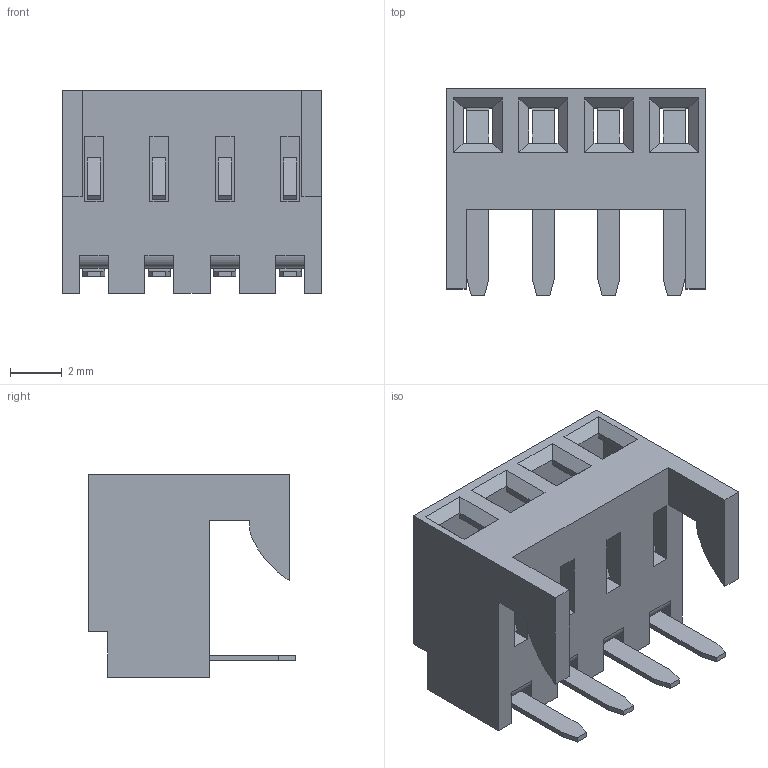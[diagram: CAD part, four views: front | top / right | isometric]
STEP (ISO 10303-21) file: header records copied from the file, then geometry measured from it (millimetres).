
FILE_DESCRIPTION((''),'2;1');
FILE_NAME('022162041','2014-10-13T',('me'),(''),'PRO/ENGINEER BY PARAMETRIC TECHNOLOGY CORPORATION, 2011490','PRO/ENGINEER BY PARAMETRIC TECHNOLOGY CORPORATION, 2011490','');
FILE_SCHEMA(('CONFIG_CONTROL_DESIGN'));
Length unit declared in the file: inch
Products named in the file (1): 022162041
Bounding box: 10.06 x 8.05 x 7.87 mm (x, y, z)
Volume: 169.7 mm3; surface area: 666.9 mm2
Topology: 1 solids, 1 shells, 206 faces, 582 edges, 382 vertices
Faces by surface type: plane 166, cylinder 40
Entity records: 6639 total; most frequent: CARTESIAN_POINT 1164, ORIENTED_EDGE 1148, DIRECTION 1086, EDGE_CURVE 574, VECTOR 494, LINE 494, VERTEX_POINT 374, AXIS2_PLACEMENT_3D 296
